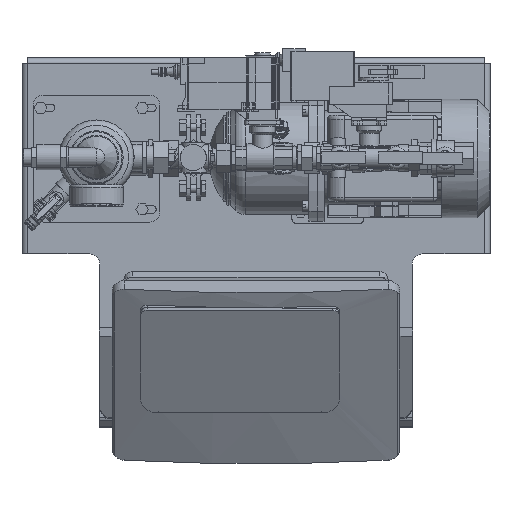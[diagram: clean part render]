
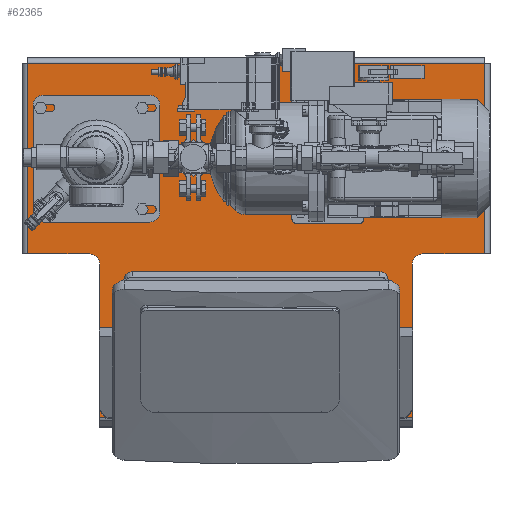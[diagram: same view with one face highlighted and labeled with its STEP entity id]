
A CAD part, top view. The second image highlights one B-rep face of the part: STEP entity #62365.
In plain terms, the highlighted planar face has unit normal (0, 0, 1).
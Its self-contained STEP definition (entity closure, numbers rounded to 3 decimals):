
#1857=LINE('',#91473,#9184);
#1860=LINE('',#91481,#9187);
#1868=LINE('',#91507,#9195);
#1869=LINE('',#91510,#9196);
#1870=LINE('',#91512,#9197);
#1871=LINE('',#91514,#9198);
#1872=LINE('',#91516,#9199);
#1873=LINE('',#91517,#9200);
#9184=VECTOR('',#73589,10.);
#9187=VECTOR('',#73594,10.);
#9195=VECTOR('',#73618,10.);
#9196=VECTOR('',#73621,10.);
#9197=VECTOR('',#73622,10.);
#9198=VECTOR('',#73623,10.);
#9199=VECTOR('',#73624,10.);
#9200=VECTOR('',#73625,10.);
#15811=PLANE('',#66435);
#19548=FACE_OUTER_BOUND('',#23414,.T.);
#23414=EDGE_LOOP('',(#46172,#46173,#46174,#46175,#46176,#46177,#46178,#46179,
#46180,#46181));
#27166=CIRCLE('',#66420,12.5);
#27176=CIRCLE('',#66433,12.5);
#29276=VERTEX_POINT('',#91447);
#29277=VERTEX_POINT('',#91449);
#29287=VERTEX_POINT('',#91471);
#29290=VERTEX_POINT('',#91478);
#29291=VERTEX_POINT('',#91480);
#29301=VERTEX_POINT('',#91502);
#29302=VERTEX_POINT('',#91509);
#29303=VERTEX_POINT('',#91511);
#29304=VERTEX_POINT('',#91513);
#29305=VERTEX_POINT('',#91515);
#35753=EDGE_CURVE('',#29277,#29276,#27166,.T.);
#35765=EDGE_CURVE('',#29276,#29287,#1857,.T.);
#35768=EDGE_CURVE('',#29291,#29290,#1860,.T.);
#35780=EDGE_CURVE('',#29290,#29301,#27176,.T.);
#35782=EDGE_CURVE('',#29291,#29287,#1868,.T.);
#35783=EDGE_CURVE('',#29302,#29277,#1869,.T.);
#35784=EDGE_CURVE('',#29301,#29303,#1870,.T.);
#35785=EDGE_CURVE('',#29304,#29303,#1871,.T.);
#35786=EDGE_CURVE('',#29304,#29305,#1872,.T.);
#35787=EDGE_CURVE('',#29302,#29305,#1873,.T.);
#46172=ORIENTED_EDGE('',*,*,#35783,.T.);
#46173=ORIENTED_EDGE('',*,*,#35753,.T.);
#46174=ORIENTED_EDGE('',*,*,#35765,.T.);
#46175=ORIENTED_EDGE('',*,*,#35782,.F.);
#46176=ORIENTED_EDGE('',*,*,#35768,.T.);
#46177=ORIENTED_EDGE('',*,*,#35780,.T.);
#46178=ORIENTED_EDGE('',*,*,#35784,.T.);
#46179=ORIENTED_EDGE('',*,*,#35785,.F.);
#46180=ORIENTED_EDGE('',*,*,#35786,.T.);
#46181=ORIENTED_EDGE('',*,*,#35787,.F.);
#62365=ADVANCED_FACE('',(#19548),#15811,.T.);
#66420=AXIS2_PLACEMENT_3D('',#91450,#73570,#73571);
#66433=AXIS2_PLACEMENT_3D('',#91504,#73613,#73614);
#66435=AXIS2_PLACEMENT_3D('',#91508,#73619,#73620);
#73570=DIRECTION('center_axis',(0.,0.,
-1.));
#73571=DIRECTION('ref_axis',(1.,0.,0.));
#73589=DIRECTION('',(0.,-1.,0.));
#73594=DIRECTION('',(0.,1.,0.));
#73613=DIRECTION('center_axis',(0.,0.,
-1.));
#73614=DIRECTION('ref_axis',(0.,1.,0.));
#73618=DIRECTION('',(-1.,0.,0.));
#73619=DIRECTION('center_axis',(0.,0.,
1.));
#73620=DIRECTION('ref_axis',(0.,1.,0.));
#73621=DIRECTION('',(1.,0.,0.));
#73622=DIRECTION('',(1.,0.,0.));
#73623=DIRECTION('',(0.,-1.,0.));
#73624=DIRECTION('',(-1.,0.,0.));
#73625=DIRECTION('',(0.,1.,0.));
#91447=CARTESIAN_POINT('',(-184.5,193.,30.));
#91449=CARTESIAN_POINT('',(-197.,205.5,30.));
#91450=CARTESIAN_POINT('Origin',(-197.,193.,30.));
#91471=CARTESIAN_POINT('',(-184.5,12.692,30.));
#91473=CARTESIAN_POINT('',(-184.5,102.846,30.));
#91478=CARTESIAN_POINT('',(184.5,193.,30.));
#91480=CARTESIAN_POINT('',(184.5,12.692,30.));
#91481=CARTESIAN_POINT('',(184.5,6.346,30.));
#91502=CARTESIAN_POINT('',(197.,205.5,30.));
#91504=CARTESIAN_POINT('Origin',(197.,193.,30.));
#91507=CARTESIAN_POINT('',(0.,12.692,30.));
#91508=CARTESIAN_POINT('Origin',(0.,12.692,30.));
#91509=CARTESIAN_POINT('',(-270.,205.5,30.));
#91510=CARTESIAN_POINT('',(-135.,205.5,30.));
#91511=CARTESIAN_POINT('',(270.,205.5,30.));
#91512=CARTESIAN_POINT('',(98.5,205.5,30.));
#91513=CARTESIAN_POINT('',(270.,430.5,30.));
#91514=CARTESIAN_POINT('',(270.,12.692,30.));
#91515=CARTESIAN_POINT('',(-270.,430.5,30.));
#91516=CARTESIAN_POINT('',(0.,430.5,30.));
#91517=CARTESIAN_POINT('',(-270.,12.692,30.));
